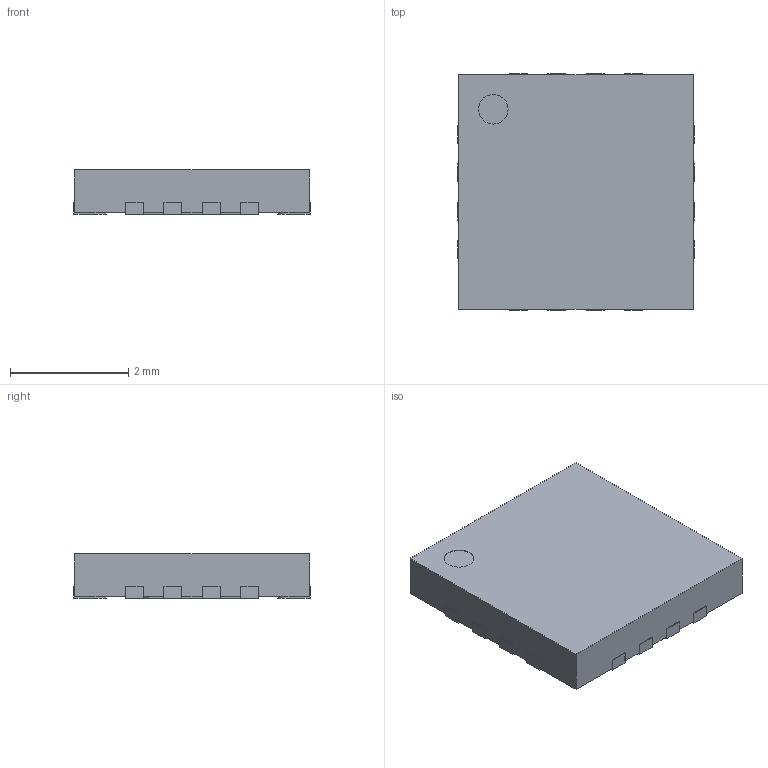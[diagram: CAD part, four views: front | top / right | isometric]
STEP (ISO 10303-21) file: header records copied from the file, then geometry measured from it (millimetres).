
FILE_DESCRIPTION(/* description */ ('model of QFN-16-1EP_4x4mm_P0.65mm_EP2.15x2.15mm'),/* implementation_level */ '2;1');
FILE_NAME(/* name */ 'QFN-16-1EP_4x4mm_P0.65mm_EP2.15x2.15mm.step',/* time_stamp */ '2024-03-09T00:03:34',/* author */ ('KiCAD','kicad'),/* organization */ ('OCCT'),/* preprocessor_version */ '',/* originating_system */ 'KiCAD',/* authorisation */ '');
FILE_SCHEMA(('AUTOMOTIVE_DESIGN { 1 0 10303 214 1 1 1 1 }'));
Length unit declared in the file: millimetre
Products named in the file (1): QFN-16-1EP_4x4mm_P0.65mm_EP2.15x2.15mm
Bounding box: 4 x 4 x 0.75 mm (x, y, z)
Volume: 11.6 mm3; surface area: 44.2 mm2
Topology: 1 solids, 1 shells, 110 faces, 318 edges, 212 vertices
Faces by surface type: plane 93, cylinder 17
Full cylindrical faces by diameter (mm): 0.5 x1
Entity records: 4580 total; most frequent: CARTESIAN_POINT 641, ORIENTED_EDGE 636, DIRECTION 574, EDGE_CURVE 318, LINE 284, VECTOR 284, VERTEX_POINT 212, AXIS2_PLACEMENT_3D 145
